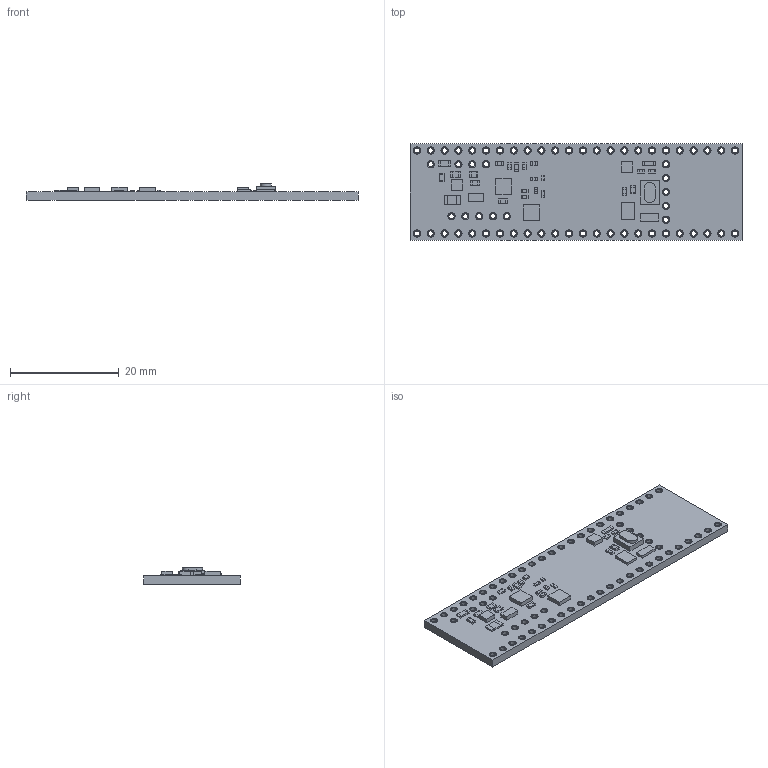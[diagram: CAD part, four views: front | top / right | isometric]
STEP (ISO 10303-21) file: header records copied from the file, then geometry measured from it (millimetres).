
FILE_DESCRIPTION (( 'STEP AP214' ), '1' );
FILE_NAME ('Teensy 3_5.STEP', '2019-08-28T07:32:50', ( '' ), ( '' ), 'SwSTEP 2.0', 'SolidWorks 2017', '' );
FILE_SCHEMA (( 'AUTOMOTIVE_DESIGN' ));
Length unit declared in the file: millimetre
Products named in the file (1): Teensy 3_5
Bounding box: 60.96 x 17.78 x 3.06 mm (x, y, z)
Volume: 1684.9 mm3; surface area: 2919.3 mm2
Topology: 73 solids, 73 shells, 1094 faces, 2376 edges, 1584 vertices
Faces by surface type: plane 720, cylinder 374
Entity records: 42872 total; most frequent: DIRECTION 5314, CARTESIAN_POINT 5055, ORIENTED_EDGE 4752, EDGE_CURVE 2376, AXIS2_PLACEMENT_3D 1843, LINE 1628, VECTOR 1628, VERTEX_POINT 1584
